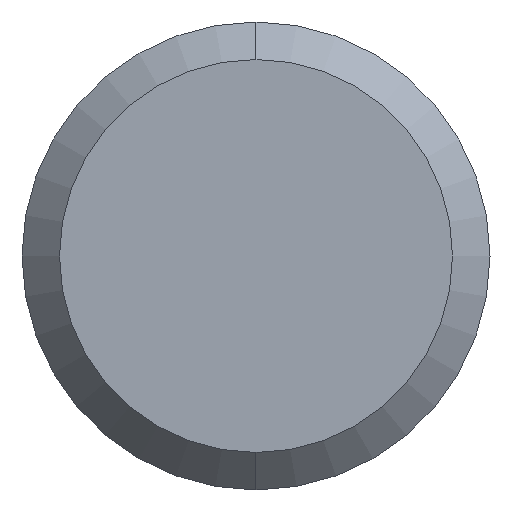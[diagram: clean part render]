
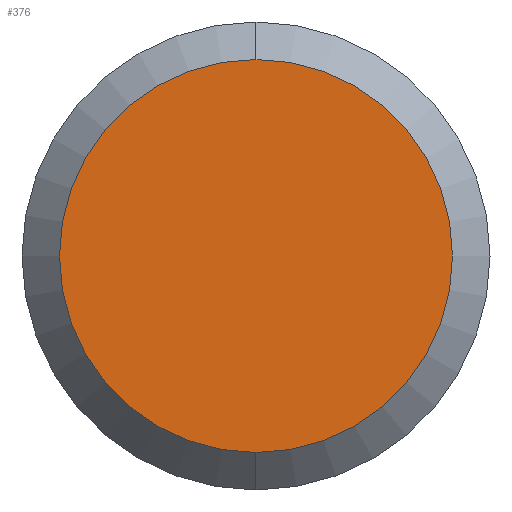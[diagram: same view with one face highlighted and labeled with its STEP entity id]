
A CAD part, left-side view. The second image highlights one B-rep face of the part: STEP entity #376.
In plain terms, the highlighted planar face has unit normal (-1, 0, 0).
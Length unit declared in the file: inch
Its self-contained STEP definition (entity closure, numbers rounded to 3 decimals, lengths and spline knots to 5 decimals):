
#38 = DIRECTION ( 'NONE',  ( 0., 0., -1. ) ) ;
#56 = CARTESIAN_POINT ( 'NONE',  ( 0., 0., 0.0786 ) ) ;
#75 = EDGE_CURVE ( 'NONE', #187, #448, #394, .T. ) ;
#111 = AXIS2_PLACEMENT_3D ( 'NONE', #399, #450, #38 ) ;
#136 = DIRECTION ( 'NONE',  ( 1., 0., 0. ) ) ;
#178 = EDGE_LOOP ( 'NONE', ( #354, #331 ) ) ;
#183 = CARTESIAN_POINT ( 'NONE',  ( 0., 0., -0.0786 ) ) ;
#187 = VERTEX_POINT ( 'NONE', #183 ) ;
#195 = DIRECTION ( 'NONE',  ( 0., 0., -1. ) ) ;
#200 = CARTESIAN_POINT ( 'NONE',  ( 0., 0., 0. ) ) ;
#209 = DIRECTION ( 'NONE',  ( -1., 0., 0. ) ) ;
#238 = DIRECTION ( 'NONE',  ( 0., 0., -1. ) ) ;
#250 = EDGE_CURVE ( 'NONE', #448, #187, #299, .T. ) ;
#299 = CIRCLE ( 'NONE', #469, 0.0786 ) ;
#331 = ORIENTED_EDGE ( 'NONE', *, *, #250, .T. ) ;
#354 = ORIENTED_EDGE ( 'NONE', *, *, #75, .T. ) ;
#373 = AXIS2_PLACEMENT_3D ( 'NONE', #471, #136, #238 ) ;
#376 = ADVANCED_FACE ( 'NONE', ( #449 ), #456, .F. ) ;
#394 = CIRCLE ( 'NONE', #111, 0.0786 ) ;
#399 = CARTESIAN_POINT ( 'NONE',  ( 0., 0., 0. ) ) ;
#448 = VERTEX_POINT ( 'NONE', #56 ) ;
#449 = FACE_OUTER_BOUND ( 'NONE', #178, .T. ) ;
#450 = DIRECTION ( 'NONE',  ( -1., 0., 0. ) ) ;
#456 = PLANE ( 'NONE',  #373 ) ;
#469 = AXIS2_PLACEMENT_3D ( 'NONE', #200, #209, #195 ) ;
#471 = CARTESIAN_POINT ( 'NONE',  ( 0., 0., 0. ) ) ;
